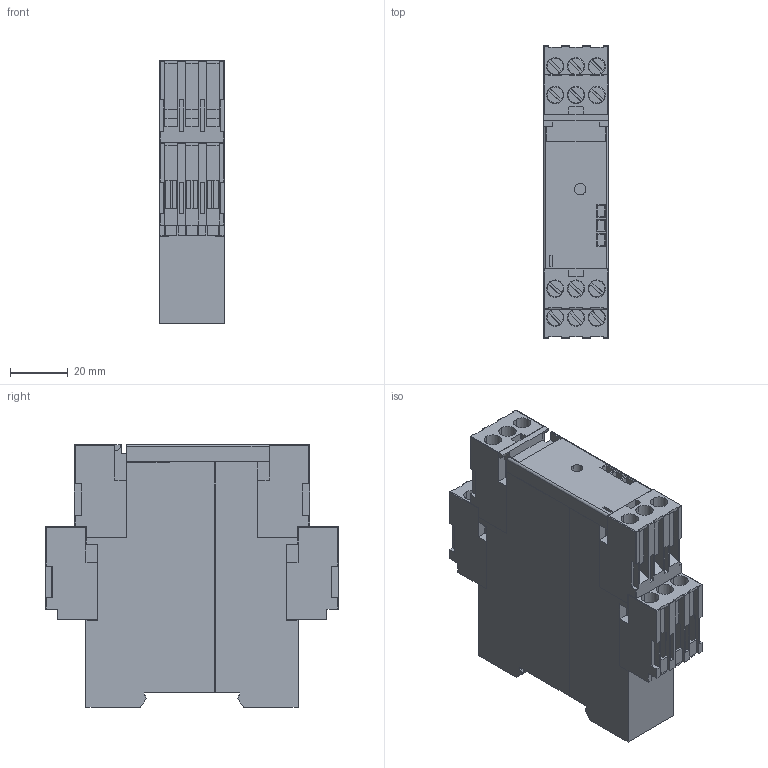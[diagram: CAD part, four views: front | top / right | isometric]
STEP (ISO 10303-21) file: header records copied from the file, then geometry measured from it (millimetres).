
FILE_DESCRIPTION(('STEP AP214'),'1');
FILE_NAME('cctmp_E179C99E-AACA-474C-9605-9330242356CE_2023_08_14_21_33_47_0597..stp','2023-08-14T19:33:48',('SIEMENS A&D'),('CADClick - www.CADClick.com'),'Spatial InterOp 3D postprocessed',' ','unknown authorization');
FILE_SCHEMA(('AUTOMOTIVE_DESIGN'));
Length unit declared in the file: millimetre
Products named in the file (1): 2023_08_14_21_33_47_0562
Bounding box: 22.5 x 101.5 x 91.1 mm (x, y, z)
Volume: 155394.7 mm3; surface area: 42288.2 mm2
Topology: 1 solids, 1 shells, 1038 faces, 3021 edges, 1986 vertices
Faces by surface type: plane 800, cylinder 182, cone 48, sphere 8
Entity records: 37140 total; most frequent: CARTESIAN_POINT 6194, ORIENTED_EDGE 6026, DIRECTION 5519, EDGE_CURVE 3013, LINE 2481, VECTOR 2481, VERTEX_POINT 1986, AXIS2_PLACEMENT_3D 1519
